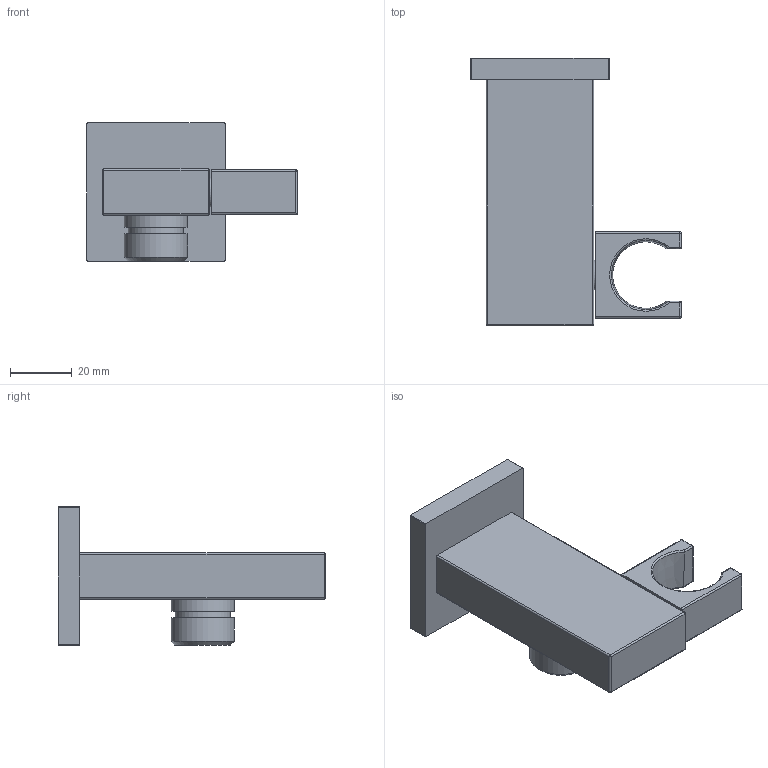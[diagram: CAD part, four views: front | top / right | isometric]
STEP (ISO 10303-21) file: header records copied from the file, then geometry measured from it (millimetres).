
FILE_DESCRIPTION(/* description */ (''),/* implementation_level */ '2;1');
FILE_NAME(/* name */ '3D_TVC000463000_Universal.step',/* time_stamp */ '2022-12-07T08:19:22+01:00',/* author */ (''),/* organization */ (''),/* preprocessor_version */ 'ST-DEVELOPER v19.2',/* originating_system */ 'Autodesk Translation Framework v11.17.0.187',/* authorisation */ '');
FILE_SCHEMA (('AUTOMOTIVE_DESIGN { 1 0 10303 214 3 1 1 }'));
Length unit declared in the file: millimetre
Products named in the file (13): (Nicht gespeichert); STCB000A-P1; STDB0080-P1; STMB0245-XX; STMB0246-P1; STRR0067-XX; STRR0028-XX; STQT0000-XX; LAKD00021; LAKD0012; LAKD0001; STST000L-XX; STST0021-XX
Assembly tree (17 placements, depth 2):
  (Nicht gespeichert)
    STCB000A-P1
    STDB0080-P1
    STST000L-XX  x3
    STMB0245-XX
    STST0021-XX  x2
    STMB0246-P1
    STRR0067-XX  x2
    STRR0028-XX
    STQT0000-XX
    LAKD0001  x2
    LAKD00021
    LAKD0012
Bounding box: 68.5 x 87 x 45 mm (x, y, z)
Volume: 67601.7 mm3; surface area: 19645.6 mm2
Topology: 6 solids, 6 shells, 78 faces, 160 edges, 97 vertices
Faces by surface type: cylinder 34, plane 30, sphere 8, torus 3, cone 3
Full cylindrical faces by diameter (mm): 5 x1, 8.5 x1, 10 x1, 14.5 x1, 16 x1, 18 x1, 20.6 x2
Entity records: 2533 total; most frequent: DIRECTION 444, CARTESIAN_POINT 421, ORIENTED_EDGE 320, AXIS2_PLACEMENT_3D 182, EDGE_CURVE 160, VERTEX_POINT 97, EDGE_LOOP 85, LINE 80
